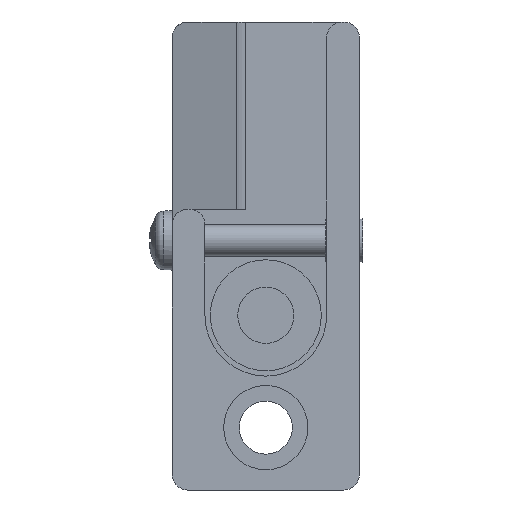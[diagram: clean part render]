
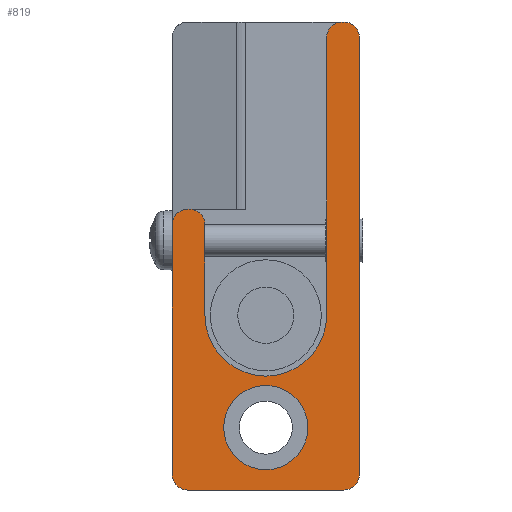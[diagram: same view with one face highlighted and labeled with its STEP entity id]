
A CAD part, front view. The second image highlights one B-rep face of the part: STEP entity #819.
In plain terms, the highlighted planar face has unit normal (0, -1, 0).
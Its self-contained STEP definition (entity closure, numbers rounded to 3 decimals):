
#593=CARTESIAN_POINT('',(12.25,-15.3,75.0));
#594=VERTEX_POINT('',#593);
#601=CARTESIAN_POINT('',(12.5,-15.3,75.0));
#602=VERTEX_POINT('',#601);
#603=CARTESIAN_POINT('',(12.25,-15.3,75.0));
#604=DIRECTION('',(1.0,0.0,0.0));
#605=VECTOR('',#604,0.25);
#606=LINE('',#603,#605);
#607=EDGE_CURVE('',#594,#602,#606,.T.);
#640=CARTESIAN_POINT('',(15.0,-15.3,2.5));
#641=VERTEX_POINT('',#640);
#642=CARTESIAN_POINT('',(12.5,-15.3,0.));
#643=VERTEX_POINT('',#642);
#644=CARTESIAN_POINT('',(12.5,-15.3,2.5));
#645=DIRECTION('',(0.0,1.,0.0));
#646=DIRECTION('',(0.707,0.0,-0.707));
#647=AXIS2_PLACEMENT_3D('',#644,#645,#646);
#648=CIRCLE('',#647,2.5);
#649=EDGE_CURVE('',#641,#643,#648,.T.);
#683=CARTESIAN_POINT('',(-12.5,-15.3,0.));
#684=VERTEX_POINT('',#683);
#685=CARTESIAN_POINT('',(12.5,-15.3,0.));
#686=DIRECTION('',(-1.0,0.0,0.0));
#687=VECTOR('',#686,25.0);
#688=LINE('',#685,#687);
#689=EDGE_CURVE('',#643,#684,#688,.T.);
#708=CARTESIAN_POINT('',(0.,-15.3,37.5));
#709=DIRECTION('',(0.0,-1.0,0.0));
#710=DIRECTION('',(1.0,0.0,0.0));
#711=AXIS2_PLACEMENT_3D('',#708,#709,#710);
#712=PLANE('',#711);
#713=ORIENTED_EDGE('',*,*,#649,.F.);
#714=CARTESIAN_POINT('',(15.0,-15.3,72.5));
#715=VERTEX_POINT('',#714);
#716=CARTESIAN_POINT('',(15.0,-15.3,72.5));
#717=DIRECTION('',(0.0,0.0,-1.0));
#718=VECTOR('',#717,70.0);
#719=LINE('',#716,#718);
#720=EDGE_CURVE('',#715,#641,#719,.T.);
#721=ORIENTED_EDGE('',*,*,#720,.F.);
#722=CARTESIAN_POINT('',(12.5,-15.3,72.5));
#723=DIRECTION('',(0.0,1.,0.0));
#724=DIRECTION('',(0.707,0.0,0.707));
#725=AXIS2_PLACEMENT_3D('',#722,#723,#724);
#726=CIRCLE('',#725,2.5);
#727=EDGE_CURVE('',#602,#715,#726,.T.);
#728=ORIENTED_EDGE('',*,*,#727,.F.);
#729=ORIENTED_EDGE('',*,*,#607,.F.);
#730=CARTESIAN_POINT('',(9.75,-15.3,72.5));
#731=VERTEX_POINT('',#730);
#732=CARTESIAN_POINT('',(12.25,-15.3,72.5));
#733=DIRECTION('',(0.0,1.,0.0));
#734=DIRECTION('',(-0.707,0.0,0.707));
#735=AXIS2_PLACEMENT_3D('',#732,#733,#734);
#736=CIRCLE('',#735,2.5);
#737=EDGE_CURVE('',#731,#594,#736,.T.);
#738=ORIENTED_EDGE('',*,*,#737,.F.);
#739=CARTESIAN_POINT('',(9.75,-15.3,28.));
#740=VERTEX_POINT('',#739);
#741=CARTESIAN_POINT('',(9.75,-15.3,72.5));
#742=DIRECTION('',(0.0,0.0,-1.0));
#743=VECTOR('',#742,44.5);
#744=LINE('',#741,#743);
#745=EDGE_CURVE('',#731,#740,#744,.T.);
#746=ORIENTED_EDGE('',*,*,#745,.T.);
#747=CARTESIAN_POINT('',(-9.75,-15.3,28.));
#748=VERTEX_POINT('',#747);
#749=CARTESIAN_POINT('',(0.,-15.3,28.));
#750=DIRECTION('',(0.0,1.0,0.0));
#751=DIRECTION('',(-1.0,0.0,0.0));
#752=AXIS2_PLACEMENT_3D('',#749,#750,#751);
#753=CIRCLE('',#752,9.75);
#754=EDGE_CURVE('',#740,#748,#753,.T.);
#755=ORIENTED_EDGE('',*,*,#754,.T.);
#756=CARTESIAN_POINT('',(-9.75,-15.3,42.5));
#757=VERTEX_POINT('',#756);
#758=CARTESIAN_POINT('',(-9.75,-15.3,28.));
#759=DIRECTION('',(0.0,0.0,1.0));
#760=VECTOR('',#759,14.5);
#761=LINE('',#758,#760);
#762=EDGE_CURVE('',#748,#757,#761,.T.);
#763=ORIENTED_EDGE('',*,*,#762,.T.);
#764=CARTESIAN_POINT('',(-12.25,-15.3,45.0));
#765=VERTEX_POINT('',#764);
#766=CARTESIAN_POINT('',(-12.25,-15.3,42.5));
#767=DIRECTION('',(0.0,1.,0.0));
#768=DIRECTION('',(0.707,0.0,0.707));
#769=AXIS2_PLACEMENT_3D('',#766,#767,#768);
#770=CIRCLE('',#769,2.5);
#771=EDGE_CURVE('',#765,#757,#770,.T.);
#772=ORIENTED_EDGE('',*,*,#771,.F.);
#773=CARTESIAN_POINT('',(-12.5,-15.3,45.0));
#774=VERTEX_POINT('',#773);
#775=CARTESIAN_POINT('',(-12.25,-15.3,45.0));
#776=DIRECTION('',(-1.0,0.0,0.0));
#777=VECTOR('',#776,0.25);
#778=LINE('',#775,#777);
#779=EDGE_CURVE('',#765,#774,#778,.T.);
#780=ORIENTED_EDGE('',*,*,#779,.T.);
#781=CARTESIAN_POINT('',(-15.,-15.3,42.5));
#782=VERTEX_POINT('',#781);
#783=CARTESIAN_POINT('',(-12.5,-15.3,42.5));
#784=DIRECTION('',(0.0,1.,0.0));
#785=DIRECTION('',(-0.707,0.0,0.707));
#786=AXIS2_PLACEMENT_3D('',#783,#784,#785);
#787=CIRCLE('',#786,2.5);
#788=EDGE_CURVE('',#782,#774,#787,.T.);
#789=ORIENTED_EDGE('',*,*,#788,.F.);
#790=CARTESIAN_POINT('',(-15.,-15.3,2.5));
#791=VERTEX_POINT('',#790);
#792=CARTESIAN_POINT('',(-15.,-15.3,2.5));
#793=DIRECTION('',(0.0,0.0,1.0));
#794=VECTOR('',#793,40.0);
#795=LINE('',#792,#794);
#796=EDGE_CURVE('',#791,#782,#795,.T.);
#797=ORIENTED_EDGE('',*,*,#796,.F.);
#798=CARTESIAN_POINT('',(-12.5,-15.3,2.5));
#799=DIRECTION('',(0.0,1.,0.0));
#800=DIRECTION('',(-0.707,0.0,-0.707));
#801=AXIS2_PLACEMENT_3D('',#798,#799,#800);
#802=CIRCLE('',#801,2.5);
#803=EDGE_CURVE('',#684,#791,#802,.T.);
#804=ORIENTED_EDGE('',*,*,#803,.F.);
#805=ORIENTED_EDGE('',*,*,#689,.F.);
#806=EDGE_LOOP('',(#713,#721,#728,#729,#738,#746,#755,#763,#772,#780,#789,#797,#804,#805));
#807=FACE_OUTER_BOUND('',#806,.T.);
#808=CARTESIAN_POINT('',(6.75,-15.3,10.));
#809=VERTEX_POINT('',#808);
#810=CARTESIAN_POINT('',(0.,-15.3,10.0));
#811=DIRECTION('',(0.0,1.0,0.0));
#812=DIRECTION('',(1.0,0.0,0.0));
#813=AXIS2_PLACEMENT_3D('',#810,#811,#812);
#814=CIRCLE('',#813,6.75);
#815=EDGE_CURVE('',#809,#809,#814,.T.);
#816=ORIENTED_EDGE('',*,*,#815,.T.);
#817=EDGE_LOOP('',(#816));
#818=FACE_BOUND('',#817,.T.);
#819=ADVANCED_FACE('',(#807,#818),#712,.T.);
